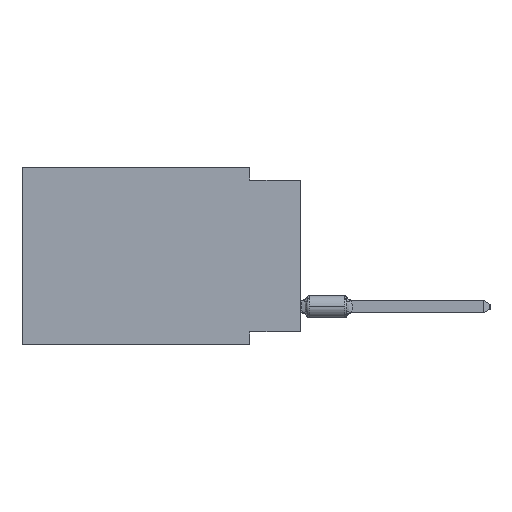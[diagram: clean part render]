
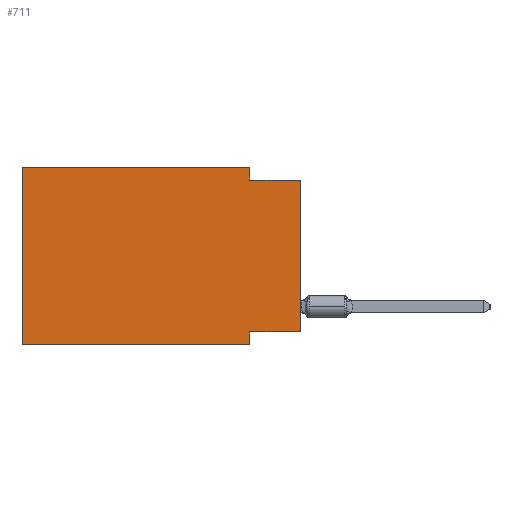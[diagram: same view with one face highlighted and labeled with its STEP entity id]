
A CAD part, left-side view. The second image highlights one B-rep face of the part: STEP entity #711.
In plain terms, the highlighted planar face has unit normal (-1, 0, 0).
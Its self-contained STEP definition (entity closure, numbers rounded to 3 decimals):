
#13 = VECTOR ( 'NONE', #11943, 1000. ) ;
#186 = CARTESIAN_POINT ( 'NONE',  ( 0., 13.97, 0. ) ) ;
#350 = ORIENTED_EDGE ( 'NONE', *, *, #20255, .F. ) ;
#711 = ADVANCED_FACE ( 'NONE', ( #11077 ), #14401, .F. ) ;
#821 = CARTESIAN_POINT ( 'NONE',  ( 0., 0., -8.255 ) ) ;
#1224 = ORIENTED_EDGE ( 'NONE', *, *, #21884, .F. ) ;
#2130 = VERTEX_POINT ( 'NONE', #6975 ) ;
#2228 = VERTEX_POINT ( 'NONE', #12710 ) ;
#2393 = CARTESIAN_POINT ( 'NONE',  ( 0., 2.54, -0.635 ) ) ;
#3230 = LINE ( 'NONE', #10569, #10983 ) ;
#4118 = EDGE_CURVE ( 'NONE', #15333, #8714, #15940, .T. ) ;
#4513 = ORIENTED_EDGE ( 'NONE', *, *, #19958, .T. ) ;
#4745 = EDGE_CURVE ( 'NONE', #2130, #7371, #10350, .T. ) ;
#5188 = LINE ( 'NONE', #19080, #12918 ) ;
#5293 = CARTESIAN_POINT ( 'NONE',  ( 0., 0., -0.635 ) ) ;
#5655 = EDGE_CURVE ( 'NONE', #2228, #7371, #10367, .T. ) ;
#6069 = EDGE_CURVE ( 'NONE', #15349, #11528, #5188, .T. ) ;
#6073 = DIRECTION ( 'NONE',  ( 0., 0., -1. ) ) ;
#6723 = ORIENTED_EDGE ( 'NONE', *, *, #4745, .T. ) ;
#6764 = ORIENTED_EDGE ( 'NONE', *, *, #4118, .F. ) ;
#6975 = CARTESIAN_POINT ( 'NONE',  ( 0., 13.97, -8.89 ) ) ;
#7135 = VERTEX_POINT ( 'NONE', #821 ) ;
#7195 = AXIS2_PLACEMENT_3D ( 'NONE', #16365, #18104, #11192 ) ;
#7371 = VERTEX_POINT ( 'NONE', #12700 ) ;
#8263 = LINE ( 'NONE', #18502, #16508 ) ;
#8714 = VERTEX_POINT ( 'NONE', #10284 ) ;
#10026 = CARTESIAN_POINT ( 'NONE',  ( 0., 0., -8.255 ) ) ;
#10284 = CARTESIAN_POINT ( 'NONE',  ( 0., 2.54, 0. ) ) ;
#10350 = LINE ( 'NONE', #20252, #13 ) ;
#10367 = LINE ( 'NONE', #20690, #22433 ) ;
#10569 = CARTESIAN_POINT ( 'NONE',  ( 0., 0., 0. ) ) ;
#10983 = VECTOR ( 'NONE', #19195, 1000. ) ;
#11077 = FACE_OUTER_BOUND ( 'NONE', #18997, .T. ) ;
#11192 = DIRECTION ( 'NONE',  ( 0., 0., -1. ) ) ;
#11272 = ORIENTED_EDGE ( 'NONE', *, *, #14877, .F. ) ;
#11528 = VERTEX_POINT ( 'NONE', #5293 ) ;
#11943 = DIRECTION ( 'NONE',  ( 0., -1., 0. ) ) ;
#12700 = CARTESIAN_POINT ( 'NONE',  ( 0., 2.54, -8.89 ) ) ;
#12710 = CARTESIAN_POINT ( 'NONE',  ( 0., 2.54, -8.255 ) ) ;
#12725 = CARTESIAN_POINT ( 'NONE',  ( 0., 13.97, 0. ) ) ;
#12918 = VECTOR ( 'NONE', #15511, 1000. ) ;
#13730 = ORIENTED_EDGE ( 'NONE', *, *, #6069, .F. ) ;
#13846 = ORIENTED_EDGE ( 'NONE', *, *, #5655, .F. ) ;
#14401 = PLANE ( 'NONE',  #7195 ) ;
#14493 = VECTOR ( 'NONE', #15311, 1000. ) ;
#14675 = VECTOR ( 'NONE', #19165, 1000. ) ;
#14877 = EDGE_CURVE ( 'NONE', #7135, #2228, #18767, .T. ) ;
#15311 = DIRECTION ( 'NONE',  ( 0., 1., 0. ) ) ;
#15333 = VERTEX_POINT ( 'NONE', #12725 ) ;
#15349 = VERTEX_POINT ( 'NONE', #2393 ) ;
#15356 = LINE ( 'NONE', #17076, #18773 ) ;
#15511 = DIRECTION ( 'NONE',  ( 0., -1., 0. ) ) ;
#15649 = DIRECTION ( 'NONE',  ( 0., 0., -1. ) ) ;
#15940 = LINE ( 'NONE', #186, #14675 ) ;
#16365 = CARTESIAN_POINT ( 'NONE',  ( 0., 13.97, 0. ) ) ;
#16508 = VECTOR ( 'NONE', #18843, 1000. ) ;
#17076 = CARTESIAN_POINT ( 'NONE',  ( 0., 2.54, 0. ) ) ;
#18104 = DIRECTION ( 'NONE',  ( 1., 0., 0. ) ) ;
#18502 = CARTESIAN_POINT ( 'NONE',  ( 0., 13.97, 0. ) ) ;
#18767 = LINE ( 'NONE', #10026, #14493 ) ;
#18773 = VECTOR ( 'NONE', #6073, 1000. ) ;
#18843 = DIRECTION ( 'NONE',  ( 0., 0., 1. ) ) ;
#18997 = EDGE_LOOP ( 'NONE', ( #4513, #13730, #1224, #6764, #350, #6723, #13846, #11272 ) ) ;
#19080 = CARTESIAN_POINT ( 'NONE',  ( 0., 0., -0.635 ) ) ;
#19165 = DIRECTION ( 'NONE',  ( 0., -1., 0. ) ) ;
#19195 = DIRECTION ( 'NONE',  ( 0., 0., 1. ) ) ;
#19958 = EDGE_CURVE ( 'NONE', #7135, #11528, #3230, .T. ) ;
#20252 = CARTESIAN_POINT ( 'NONE',  ( 0., 13.97, -8.89 ) ) ;
#20255 = EDGE_CURVE ( 'NONE', #2130, #15333, #8263, .T. ) ;
#20690 = CARTESIAN_POINT ( 'NONE',  ( 0., 2.54, -8.89 ) ) ;
#21884 = EDGE_CURVE ( 'NONE', #8714, #15349, #15356, .T. ) ;
#22433 = VECTOR ( 'NONE', #15649, 1000. ) ;
